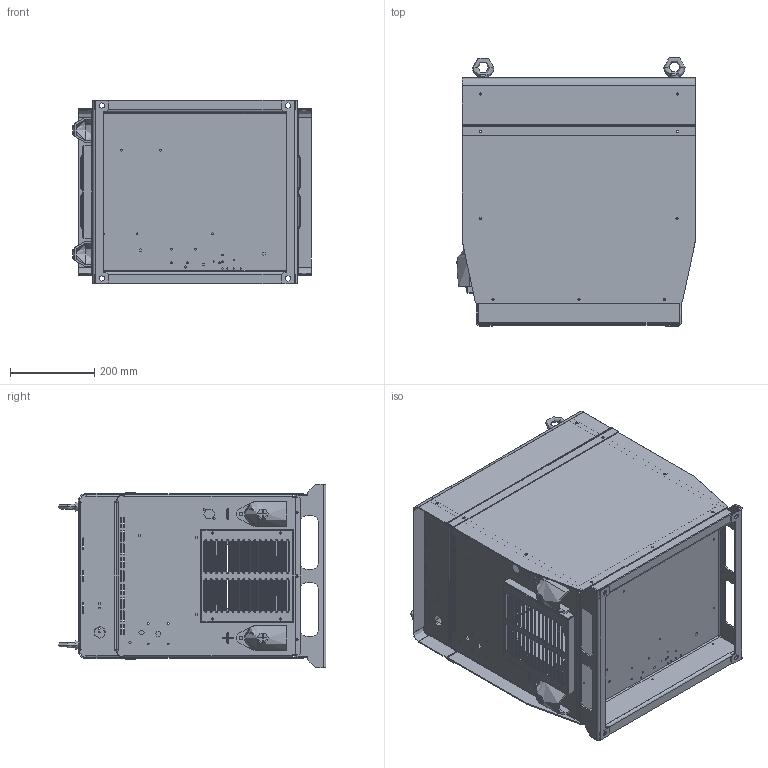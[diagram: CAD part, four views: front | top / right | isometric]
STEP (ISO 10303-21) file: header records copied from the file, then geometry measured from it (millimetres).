
FILE_DESCRIPTION (( 'STEP AP214' ), '1' );
FILE_NAME ('274174 (Axcess_Auto Axcess E 300 models - Joined Shell).STEP', '2015-12-03T18:30:13', ( 'ITS' ), ( 'ITW Welding Group' ), 'SwSTEP 2.0', 'SolidWorks 2015', '' );
FILE_SCHEMA (( 'AUTOMOTIVE_DESIGN' ));
Length unit declared in the file: inch
Products named in the file (1): 274174 (Axcess_Auto Axcess E 300 models - Joined Shell)
Bounding box: 565.82 x 634.5 x 434.55 mm (x, y, z)
Volume: 3491825.3 mm3
Topology: 11 solids, 14 shells, 3612 faces, 9775 edges, 6208 vertices
Faces by surface type: cylinder 1918, plane 1270, bspline 352, torus 60, sphere 12
Full cylindrical faces by diameter (mm): 11.112 x1
Entity records: 133087 total; most frequent: CARTESIAN_POINT 44408, ORIENTED_EDGE 19528, DIRECTION 17349, EDGE_CURVE 9764, VERTEX_POINT 6208, AXIS2_PLACEMENT_3D 6171, VECTOR 5007, LINE 5007
